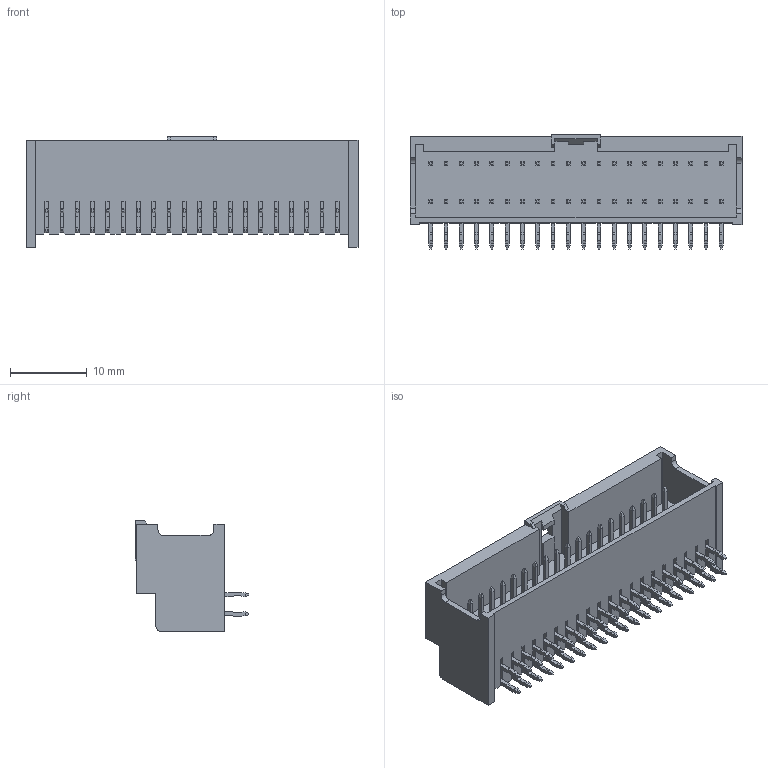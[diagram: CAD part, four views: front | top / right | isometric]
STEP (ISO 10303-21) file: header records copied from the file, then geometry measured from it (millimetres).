
FILE_DESCRIPTION( ( 'Unknown' ), '1' );
FILE_NAME( '62404021722.stp', 'Unknown', ( 'Unknown' ), ( 'Unknown' ), 'PSStep 17.0.49', 'Unknown', ' ' );
FILE_SCHEMA( ( 'AUTOMOTIVE_DESIGN { 1 0 10303 214 1 1 1 1 }' ) );
Length unit declared in the file: millimetre
Products named in the file (4): Assem1; 6240xx21722_PIN; 6240xx21722_PIN_LONGUE; 62404021722
Assembly tree (41 placements, depth 2):
  Assem1
    6240xx21722_PIN  x20
    6240xx21722_PIN_LONGUE  x20
    62404021722
Bounding box: 43.4 x 14.9 x 14.5 mm (x, y, z)
Volume: 2286.3 mm3; surface area: 5504.3 mm2
Topology: 41 solids, 41 shells, 1751 faces, 4646 edges, 2936 vertices
Faces by surface type: plane 1665, cylinder 86
Entity records: 31030 total; most frequent: CARTESIAN_POINT 4435, ORIENTED_EDGE 4428, DIRECTION 3844, EDGE_CURVE 2214, LINE 2194, VECTOR 2194, VERTEX_POINT 1416, AXIS2_PLACEMENT_3D 825
